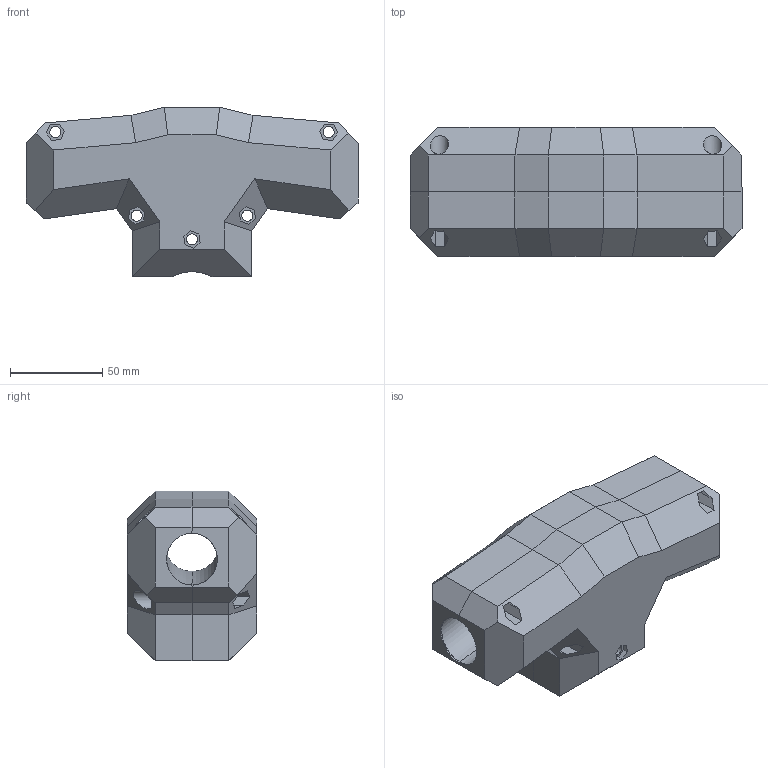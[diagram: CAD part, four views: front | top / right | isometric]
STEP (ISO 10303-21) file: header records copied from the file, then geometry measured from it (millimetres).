
FILE_DESCRIPTION(/* description */ (''),/* implementation_level */ '2;1');
FILE_NAME(/* name */ 'Holder T-Piece.step',/* time_stamp */ '2025-07-11T11:32:38+02:00',/* author */ (''),/* organization */ (''),/* preprocessor_version */ 'ST-DEVELOPER v20.1',/* originating_system */ 'Autodesk Translation Framework v14.10.0.0',/* authorisation */ '');
FILE_SCHEMA (('AUTOMOTIVE_DESIGN { 1 0 10303 214 3 1 1 }'));
Length unit declared in the file: millimetre
Products named in the file (1): Holder T-Piece
Bounding box: 180 x 70 x 92 mm (x, y, z)
Volume: 407370 mm3; surface area: 87622.5 mm2
Topology: 2 solids, 2 shells, 175 faces, 461 edges, 300 vertices
Faces by surface type: plane 142, cylinder 17, bspline 12, torus 4
Full cylindrical faces by diameter (mm): 6 x10, 10 x5
Entity records: 7045 total; most frequent: CARTESIAN_POINT 2715, ORIENTED_EDGE 922, DIRECTION 801, EDGE_CURVE 461, LINE 369, VECTOR 369, VERTEX_POINT 300, AXIS2_PLACEMENT_3D 216
